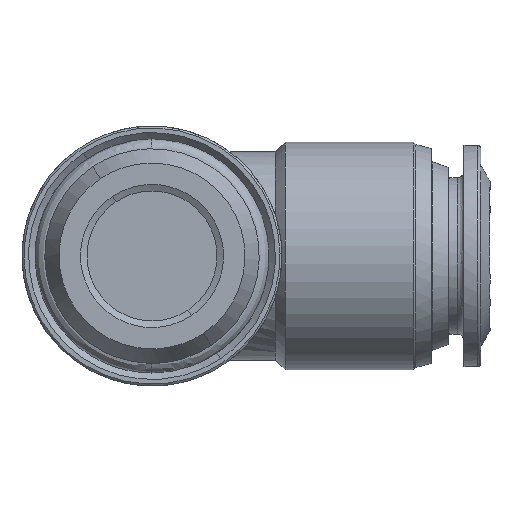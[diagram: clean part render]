
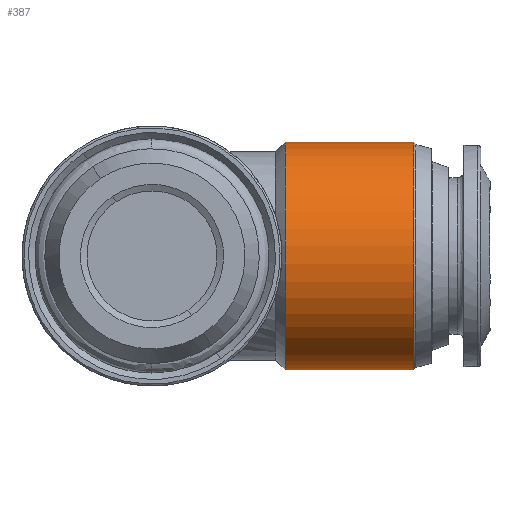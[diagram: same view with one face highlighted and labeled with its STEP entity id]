
A CAD part, front view. The second image highlights one B-rep face of the part: STEP entity #387.
In plain terms, the highlighted free-form (B-spline) face has degree [1, 3] with [2, 4] control points.
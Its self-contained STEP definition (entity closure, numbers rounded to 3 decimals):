
#226 = CARTESIAN_POINT ( 'NONE',  ( 20.122, 0., 8.75 ) ) ;
#387 = ADVANCED_FACE ( 'NONE', ( #3479 ), #3616, .F. ) ;
#527 = EDGE_CURVE ( 'NONE', #3612, #3178, #1186, .T. ) ;
#555 = CARTESIAN_POINT ( 'NONE',  ( 20.122, -17.5, 8.75 ) ) ;
#560 = CARTESIAN_POINT ( 'NONE',  ( 20.122, -17.5, 8.75 ) ) ;
#602 = CARTESIAN_POINT ( 'NONE',  ( 10.25, 0., 8.75 ) ) ;
#633 = CARTESIAN_POINT ( 'NONE',  ( 10.25, -17.5, 8.75 ) ) ;
#817 = B_SPLINE_CURVE_WITH_KNOTS ( 'NONE', 1,
 ( #2479, #226 ),
 .UNSPECIFIED., .F., .F.,
 ( 2, 2 ),
 ( -1., 0. ),
 .UNSPECIFIED. ) ;
#1186 =( BOUNDED_CURVE ( )  B_SPLINE_CURVE ( 3, ( #6951, #560, #6396, #4020 ),
 .UNSPECIFIED., .F., .F. ) 
 B_SPLINE_CURVE_WITH_KNOTS ( ( 4, 4 ),
 ( -3.142, 0. ),
 .UNSPECIFIED. ) 
 CURVE ( )  GEOMETRIC_REPRESENTATION_ITEM ( )  RATIONAL_B_SPLINE_CURVE ( ( 1., 0.333, 0.333, 1. ) ) 
 REPRESENTATION_ITEM ( '' )  );
#1286 = EDGE_LOOP ( 'NONE', ( #5692, #2156, #5012, #5040 ) ) ;
#2156 = ORIENTED_EDGE ( 'NONE', *, *, #5173, .F. ) ;
#2196 = CARTESIAN_POINT ( 'NONE',  ( 20.122, 0., -8.75 ) ) ;
#2479 = CARTESIAN_POINT ( 'NONE',  ( 10.25, 0., 8.75 ) ) ;
#3178 = VERTEX_POINT ( 'NONE', #6344 ) ;
#3300 = CARTESIAN_POINT ( 'NONE',  ( 20.122, 0., -8.75 ) ) ;
#3479 = FACE_OUTER_BOUND ( 'NONE', #1286, .T. ) ;
#3515 = CARTESIAN_POINT ( 'NONE',  ( 20.122, 0., 8.75 ) ) ;
#3612 = VERTEX_POINT ( 'NONE', #3515 ) ;
#3616 =( BOUNDED_SURFACE ( )  B_SPLINE_SURFACE ( 1, 3, ( 
 ( #3300, #5039, #555, #4561 ),
 ( #5710, #4532, #633, #602 ) ),
 .UNSPECIFIED., .F., .F., .T. ) 
 B_SPLINE_SURFACE_WITH_KNOTS ( ( 2, 2 ),
 ( 4, 4 ),
 ( 0., 1. ),
 ( 0., 1. ),
 .UNSPECIFIED. ) 
 GEOMETRIC_REPRESENTATION_ITEM ( )  RATIONAL_B_SPLINE_SURFACE ( (
 ( 1., 0.333, 0.333, 1.),
 ( 1., 0.333, 0.333, 1.) ) ) 
 REPRESENTATION_ITEM ( '' )  SURFACE ( )  );
#3626 = EDGE_CURVE ( 'NONE', #6133, #4979, #6789, .T. ) ;
#3882 = CARTESIAN_POINT ( 'NONE',  ( 10.25, 0., 8.75 ) ) ;
#4020 = CARTESIAN_POINT ( 'NONE',  ( 20.122, 0., -8.75 ) ) ;
#4028 = CARTESIAN_POINT ( 'NONE',  ( 10.25, 0., -8.75 ) ) ;
#4047 = CARTESIAN_POINT ( 'NONE',  ( 10.25, 0., 8.75 ) ) ;
#4073 = CARTESIAN_POINT ( 'NONE',  ( 10.25, 0., -8.75 ) ) ;
#4532 = CARTESIAN_POINT ( 'NONE',  ( 10.25, -17.5, -8.75 ) ) ;
#4561 = CARTESIAN_POINT ( 'NONE',  ( 20.122, 0., 8.75 ) ) ;
#4979 = VERTEX_POINT ( 'NONE', #4028 ) ;
#5012 = ORIENTED_EDGE ( 'NONE', *, *, #3626, .T. ) ;
#5039 = CARTESIAN_POINT ( 'NONE',  ( 20.122, -17.5, -8.75 ) ) ;
#5040 = ORIENTED_EDGE ( 'NONE', *, *, #6537, .F. ) ;
#5173 = EDGE_CURVE ( 'NONE', #6133, #3612, #817, .T. ) ;
#5692 = ORIENTED_EDGE ( 'NONE', *, *, #527, .F. ) ;
#5710 = CARTESIAN_POINT ( 'NONE',  ( 10.25, 0., -8.75 ) ) ;
#5843 = CARTESIAN_POINT ( 'NONE',  ( 10.25, -17.5, -8.75 ) ) ;
#5975 = CARTESIAN_POINT ( 'NONE',  ( 10.25, -17.5, 8.75 ) ) ;
#6133 = VERTEX_POINT ( 'NONE', #3882 ) ;
#6238 = B_SPLINE_CURVE_WITH_KNOTS ( 'NONE', 1,
 ( #2196, #6254 ),
 .UNSPECIFIED., .F., .F.,
 ( 2, 2 ),
 ( -1., 0. ),
 .UNSPECIFIED. ) ;
#6254 = CARTESIAN_POINT ( 'NONE',  ( 10.25, 0., -8.75 ) ) ;
#6344 = CARTESIAN_POINT ( 'NONE',  ( 20.122, 0., -8.75 ) ) ;
#6396 = CARTESIAN_POINT ( 'NONE',  ( 20.122, -17.5, -8.75 ) ) ;
#6537 = EDGE_CURVE ( 'NONE', #3178, #4979, #6238, .T. ) ;
#6789 =( BOUNDED_CURVE ( )  B_SPLINE_CURVE ( 3, ( #4047, #5975, #5843, #4073 ),
 .UNSPECIFIED., .F., .F. ) 
 B_SPLINE_CURVE_WITH_KNOTS ( ( 4, 4 ),
 ( -3.142, 0. ),
 .UNSPECIFIED. ) 
 CURVE ( )  GEOMETRIC_REPRESENTATION_ITEM ( )  RATIONAL_B_SPLINE_CURVE ( ( 1., 0.333, 0.333, 1. ) ) 
 REPRESENTATION_ITEM ( '' )  );
#6951 = CARTESIAN_POINT ( 'NONE',  ( 20.122, 0., 8.75 ) ) ;
